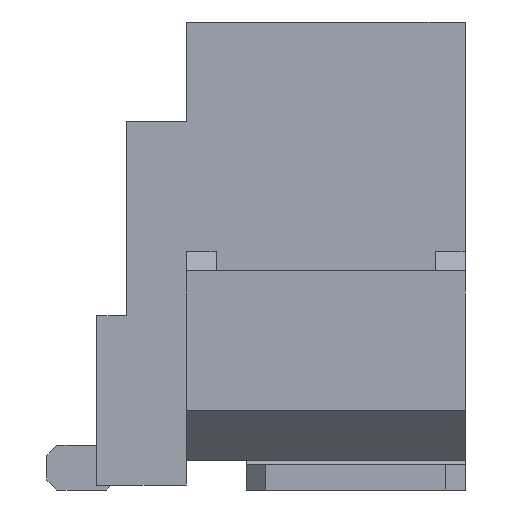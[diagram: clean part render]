
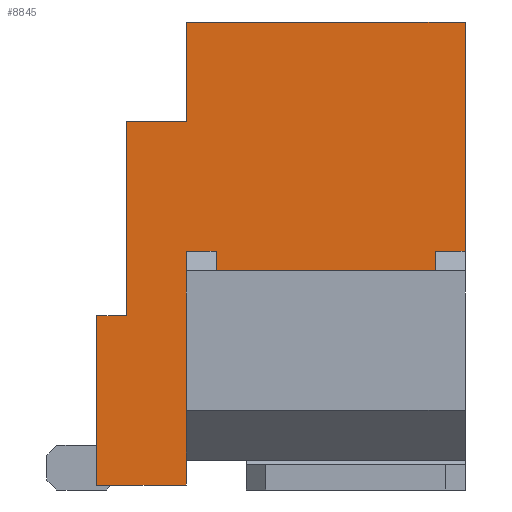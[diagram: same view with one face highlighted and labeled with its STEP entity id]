
A CAD part, left-side view. The second image highlights one B-rep face of the part: STEP entity #8845.
In plain terms, the highlighted planar face has unit normal (-1, 0, 0).
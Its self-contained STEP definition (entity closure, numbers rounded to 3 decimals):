
#363=FACE_OUTER_BOUND('',#850,.T.);
#850=EDGE_LOOP('',(#7269,#7270,#7271,#7272,#7273,#7274,#7275,#7276,#7277,
#7278,#7279,#7280,#7281,#7282,#7283));
#1674=LINE('',#13048,#2915);
#1783=LINE('',#13264,#3024);
#1798=LINE('',#13294,#3039);
#1969=LINE('',#13630,#3210);
#1992=LINE('',#13658,#3233);
#2002=LINE('',#13679,#3243);
#2021=LINE('',#13716,#3262);
#2022=LINE('',#13718,#3263);
#2023=LINE('',#13720,#3264);
#2024=LINE('',#13721,#3265);
#2025=LINE('',#13723,#3266);
#2026=LINE('',#13724,#3267);
#2027=LINE('',#13726,#3268);
#2028=LINE('',#13727,#3269);
#2029=LINE('',#13728,#3270);
#2915=VECTOR('',#10662,1000.);
#3024=VECTOR('',#10783,1000.);
#3039=VECTOR('',#10802,1000.);
#3210=VECTOR('',#11017,1000.);
#3233=VECTOR('',#11042,1000.);
#3243=VECTOR('',#11060,1000.);
#3262=VECTOR('',#11089,1000.);
#3263=VECTOR('',#11090,1000.);
#3264=VECTOR('',#11091,1000.);
#3265=VECTOR('',#11092,1000.);
#3266=VECTOR('',#11093,1000.);
#3267=VECTOR('',#11094,1000.);
#3268=VECTOR('',#11095,1000.);
#3269=VECTOR('',#11096,1000.);
#3270=VECTOR('',#11097,1000.);
#3936=VERTEX_POINT('',#13045);
#3937=VERTEX_POINT('',#13047);
#4038=VERTEX_POINT('',#13262);
#4050=VERTEX_POINT('',#13291);
#4051=VERTEX_POINT('',#13293);
#4162=VERTEX_POINT('',#13538);
#4194=VERTEX_POINT('',#13628);
#4198=VERTEX_POINT('',#13655);
#4205=VERTEX_POINT('',#13678);
#4217=VERTEX_POINT('',#13714);
#4218=VERTEX_POINT('',#13715);
#4219=VERTEX_POINT('',#13717);
#4220=VERTEX_POINT('',#13719);
#4221=VERTEX_POINT('',#13722);
#4222=VERTEX_POINT('',#13725);
#4972=EDGE_CURVE('',#3937,#3936,#1674,.T.);
#5081=EDGE_CURVE('',#4038,#3936,#1783,.T.);
#5096=EDGE_CURVE('',#4051,#4050,#1798,.T.);
#5267=EDGE_CURVE('',#4194,#4050,#1969,.T.);
#5290=EDGE_CURVE('',#4198,#3937,#1992,.T.);
#5300=EDGE_CURVE('',#4051,#4205,#2002,.T.);
#5319=EDGE_CURVE('',#4217,#4218,#2021,.T.);
#5320=EDGE_CURVE('',#4218,#4219,#2022,.T.);
#5321=EDGE_CURVE('',#4219,#4220,#2023,.T.);
#5322=EDGE_CURVE('',#4198,#4220,#2024,.T.);
#5323=EDGE_CURVE('',#4221,#4038,#2025,.T.);
#5324=EDGE_CURVE('',#4205,#4221,#2026,.T.);
#5325=EDGE_CURVE('',#4222,#4194,#2027,.T.);
#5326=EDGE_CURVE('',#4222,#4162,#2028,.T.);
#5327=EDGE_CURVE('',#4162,#4217,#2029,.T.);
#7269=ORIENTED_EDGE('',*,*,#5319,.T.);
#7270=ORIENTED_EDGE('',*,*,#5320,.T.);
#7271=ORIENTED_EDGE('',*,*,#5321,.T.);
#7272=ORIENTED_EDGE('',*,*,#5322,.F.);
#7273=ORIENTED_EDGE('',*,*,#5290,.T.);
#7274=ORIENTED_EDGE('',*,*,#4972,.T.);
#7275=ORIENTED_EDGE('',*,*,#5081,.F.);
#7276=ORIENTED_EDGE('',*,*,#5323,.F.);
#7277=ORIENTED_EDGE('',*,*,#5324,.F.);
#7278=ORIENTED_EDGE('',*,*,#5300,.F.);
#7279=ORIENTED_EDGE('',*,*,#5096,.T.);
#7280=ORIENTED_EDGE('',*,*,#5267,.F.);
#7281=ORIENTED_EDGE('',*,*,#5325,.F.);
#7282=ORIENTED_EDGE('',*,*,#5326,.T.);
#7283=ORIENTED_EDGE('',*,*,#5327,.T.);
#8386=PLANE('',#9338);
#8845=ADVANCED_FACE('',(#363),#8386,.F.);
#9338=AXIS2_PLACEMENT_3D('',#13713,#11087,#11088);
#10662=DIRECTION('',(0.,0.,1.));
#10783=DIRECTION('',(0.,-1.,0.));
#10802=DIRECTION('',(0.,1.,0.));
#11017=DIRECTION('',(0.,0.,1.));
#11042=DIRECTION('',(0.,-1.,0.));
#11060=DIRECTION('',(0.,0.,1.));
#11087=DIRECTION('center_axis',(1.,0.,0.));
#11088=DIRECTION('ref_axis',(0.,0.,-1.));
#11089=DIRECTION('',(0.,-1.,0.));
#11090=DIRECTION('',(0.,0.,-1.));
#11091=DIRECTION('',(0.,-1.,0.));
#11092=DIRECTION('',(0.,0.,-1.));
#11093=DIRECTION('',(0.,0.,1.));
#11094=DIRECTION('',(0.,-1.,0.));
#11095=DIRECTION('',(0.,1.,0.));
#11096=DIRECTION('',(0.,0.,1.));
#11097=DIRECTION('',(0.,0.,1.));
#13045=CARTESIAN_POINT('',(-7.125,-1.1,4.7));
#13047=CARTESIAN_POINT('',(-7.125,-1.1,2.4));
#13048=CARTESIAN_POINT('',(-7.125,-1.1,4.7));
#13262=CARTESIAN_POINT('',(-7.125,1.7,4.7));
#13264=CARTESIAN_POINT('',(-7.125,2.6,4.7));
#13291=CARTESIAN_POINT('',(-7.125,2.6,1.75));
#13293=CARTESIAN_POINT('',(-7.125,2.3,1.75));
#13294=CARTESIAN_POINT('',(-7.125,2.3,1.75));
#13538=CARTESIAN_POINT('',(-7.125,1.7,0.3));
#13628=CARTESIAN_POINT('',(-7.125,2.6,0.05));
#13630=CARTESIAN_POINT('',(-7.125,2.6,4.7));
#13655=CARTESIAN_POINT('',(-7.125,-0.8,2.4));
#13658=CARTESIAN_POINT('',(-7.125,1.7,2.4));
#13678=CARTESIAN_POINT('',(-7.125,2.3,3.7));
#13679=CARTESIAN_POINT('',(-7.125,2.3,1.75));
#13713=CARTESIAN_POINT('Origin',(-7.125,2.6,4.7));
#13714=CARTESIAN_POINT('',(-7.125,1.7,2.4));
#13715=CARTESIAN_POINT('',(-7.125,1.4,2.4));
#13716=CARTESIAN_POINT('',(-7.125,1.7,2.4));
#13717=CARTESIAN_POINT('',(-7.125,1.4,1.7));
#13718=CARTESIAN_POINT('',(-7.125,1.4,4.7));
#13719=CARTESIAN_POINT('',(-7.125,-0.8,1.7));
#13720=CARTESIAN_POINT('',(-7.125,1.4,1.7));
#13721=CARTESIAN_POINT('',(-7.125,-0.8,4.7));
#13722=CARTESIAN_POINT('',(-7.125,1.7,3.7));
#13723=CARTESIAN_POINT('',(-7.125,1.7,3.7));
#13724=CARTESIAN_POINT('',(-7.125,2.3,3.7));
#13725=CARTESIAN_POINT('',(-7.125,1.7,0.05));
#13726=CARTESIAN_POINT('',(-7.125,2.6,0.05));
#13727=CARTESIAN_POINT('',(-7.125,1.7,0.05));
#13728=CARTESIAN_POINT('',(-7.125,1.7,0.3));
